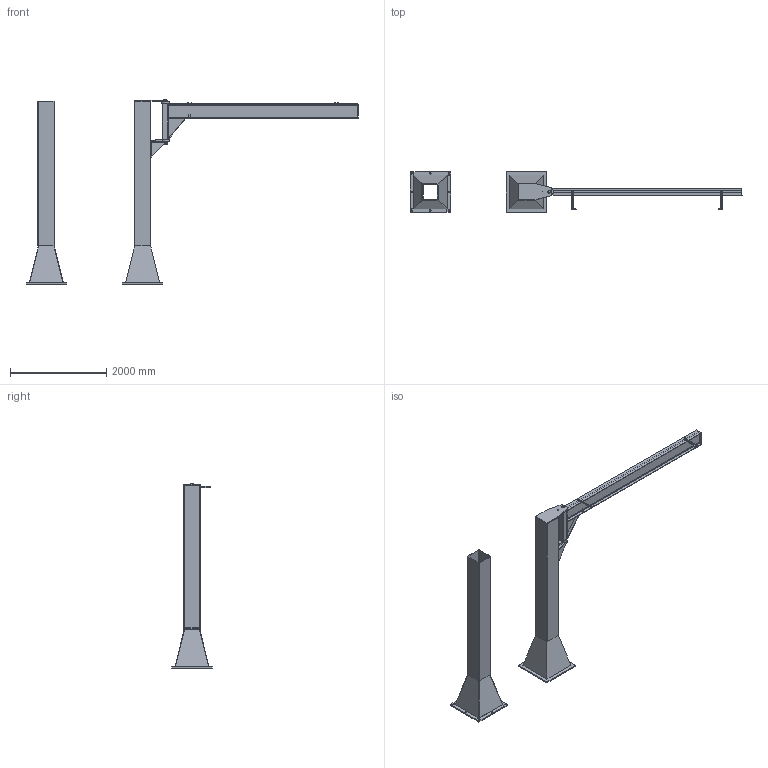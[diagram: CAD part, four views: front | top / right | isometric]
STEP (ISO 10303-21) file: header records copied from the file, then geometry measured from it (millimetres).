
FILE_DESCRIPTION(('STEP AP214'),'1');
FILE_NAME('LOKE PKL 1000-4.stp','2018-02-07T12:32:55',(' '),(' '),'Spatial InterOp 3D',' ',' ');
FILE_SCHEMA(('automotive_design'));
Length unit declared in the file: millimetre
Products named in the file (72): L1000-4; Lagerbox VI; KKR; Plattstång; Plåt; Vinkelstång; IPE300; B_rlinekomponenter; Hållare till Bärlinestag; Bärlinestag; Bolt Assembly; M6S M8x20; M6M M8; Bultf_rband; Skruv_gla; Skruvögla M8x60; PMH Pelarsvangkran Loke 1000-4; Pelarfot VI; Plattstål Pelarfot VI; Sida Pelarfot VI; Pelare VI; VKR 350, L = 3000 T = 10; Förstärkningsplåt VI; Undre Fästöra VI; Övre Fästöra VI; Axel VI; Axelkant VI; Distansbricka VI; Hylsa IV; Bultf_rband M10x80; M6S M10x80; DIN_985 M10; Broms VI; Bromsback VI; Gänstång M12x150; M6M M12; Tryckfjäder Ø18/12, L=60; Pelare; Fot; Fotplatta
Assembly tree (73 placements, depth 7):
  (unnamed)
    PMH Pelarsvangkran Loke 1000-4
      L1000-4
        Lagerbox VI
        (unnamed)
        KKR
        Plattstång
        Plåt
        Vinkelstång
        (unnamed)
        IPE300
        Plåt
        B_rlinekomponenter
          Hållare till Bärlinestag
          (unnamed)
          Bärlinestag
          (unnamed)
          Bultf_rband
            Bolt Assembly  x2
              M6S M8x20
              M6M M8
            Bolt Assembly
              M6S M8x20
              M6M M8
            Bolt Assembly
              M6S M8x20
              M6M M8
          Skruv_gla
            Skruvögla M8x60
            M6M M8  x2
          Skruv_gla
            Skruvögla M8x60
            M6M M8
            M6M M8
      Pelare VI
        Pelarfot VI
          Plattstål Pelarfot VI
          Plattstål Pelarfot VI
          Plattstål Pelarfot VI
          Plattstål Pelarfot VI
          Sida Pelarfot VI
          Sida Pelarfot VI
          Sida Pelarfot VI
          Sida Pelarfot VI
        VKR 350, L = 3000 T = 10
        Förstärkningsplåt VI
        Förstärkningsplåt VI
        Undre Fästöra VI
        Övre Fästöra VI
        Axel VI
          Axelkant VI
          Axel VI
          Distansbricka VI
          Hylsa IV
          Bultf_rband M10x80
            M6S M10x80
            DIN_985 M10
        Broms VI
          Bromsback VI
          Bolt Assembly
Bounding box: 6901.5 x 845 x 3825 mm (x, y, z)
Volume: 700688118.6 mm3; surface area: 27323276.4 mm2
Topology: 60 solids, 60 shells, 704 faces, 1529 edges, 949 vertices
Faces by surface type: plane 386, cone 204, cylinder 102, bspline 10, revolution 2
Full cylindrical faces by diameter (mm): 4.5 x1, 8 x14, 8.5 x4, 9 x8, 9.1 x1, 10 x2, 11 x3, 12 x6, 13 x2, 17 x1, 31 x8, 50 x4, 50.5 x2, 63 x3, 160 x2
Entity records: 29046 total; most frequent: CARTESIAN_POINT 9229, DIRECTION 2787, ORIENTED_EDGE 2596, EDGE_CURVE 1298, AXIS2_PLACEMENT_3D 1095, VERTEX_POINT 859, EDGE_LOOP 817, FACE_OUTER_BOUND 712
